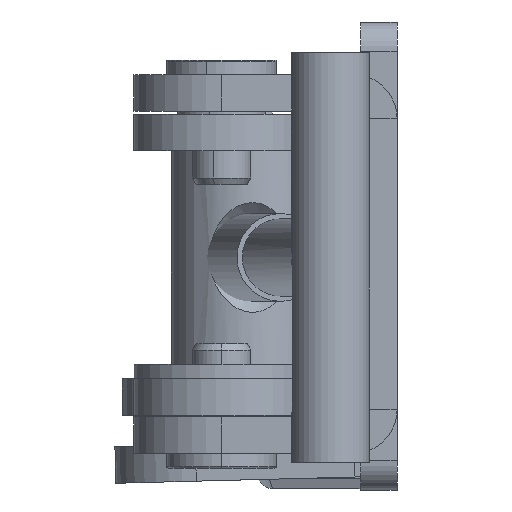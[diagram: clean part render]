
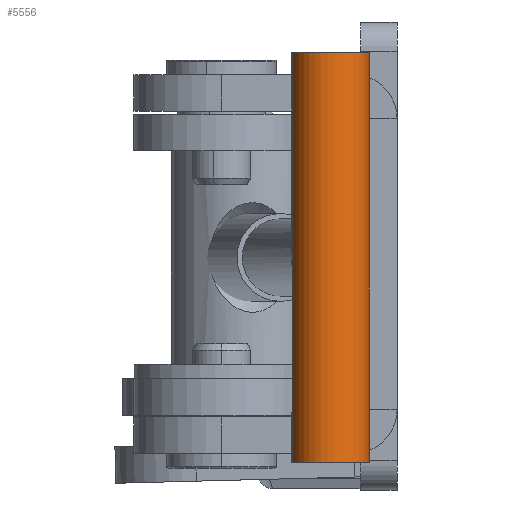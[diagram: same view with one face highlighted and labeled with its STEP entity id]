
A CAD part, left-side view. The second image highlights one B-rep face of the part: STEP entity #5556.
In plain terms, the highlighted cylindrical face has radius 2.64 mm (diameter 5.28 mm), a partial arc.
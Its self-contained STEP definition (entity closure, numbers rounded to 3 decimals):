
#245 = EDGE_CURVE ( 'NONE', #3456, #3221, #6023, .T. ) ;
#297 = FACE_OUTER_BOUND ( 'NONE', #1246, .T. ) ;
#458 = CARTESIAN_POINT ( 'NONE',  ( -2.64, 65., 14. ) ) ;
#511 = DIRECTION ( 'NONE',  ( 1., 0., 0. ) ) ;
#590 = CIRCLE ( 'NONE', #3298, 2.64 ) ;
#688 = VECTOR ( 'NONE', #1511, 1000. ) ;
#757 = EDGE_CURVE ( 'NONE', #3221, #5208, #5690, .T. ) ;
#992 = CARTESIAN_POINT ( 'NONE',  ( -2.64, 65., -14. ) ) ;
#1005 = VERTEX_POINT ( 'NONE', #1632 ) ;
#1103 = ORIENTED_EDGE ( 'NONE', *, *, #2718, .T. ) ;
#1206 = DIRECTION ( 'NONE',  ( 0., 0., -1. ) ) ;
#1246 = EDGE_LOOP ( 'NONE', ( #1735, #1257, #3753, #1103, #1587, #4035 ) ) ;
#1257 = ORIENTED_EDGE ( 'NONE', *, *, #1671, .T. ) ;
#1511 = DIRECTION ( 'NONE',  ( 0., 0., -1. ) ) ;
#1587 = ORIENTED_EDGE ( 'NONE', *, *, #757, .F. ) ;
#1632 = CARTESIAN_POINT ( 'NONE',  ( 2.64, 65., -14. ) ) ;
#1636 = VECTOR ( 'NONE', #3216, 1000. ) ;
#1671 = EDGE_CURVE ( 'NONE', #1972, #4927, #5215, .T. ) ;
#1735 = ORIENTED_EDGE ( 'NONE', *, *, #2163, .F. ) ;
#1972 = VERTEX_POINT ( 'NONE', #4155 ) ;
#2163 = EDGE_CURVE ( 'NONE', #1972, #3456, #5123, .T. ) ;
#2718 = EDGE_CURVE ( 'NONE', #1005, #5208, #590, .T. ) ;
#3053 = DIRECTION ( 'NONE',  ( 0., 0., 1. ) ) ;
#3167 = CARTESIAN_POINT ( 'NONE',  ( 2.64, 65., 14. ) ) ;
#3216 = DIRECTION ( 'NONE',  ( 0., 0., -1. ) ) ;
#3221 = VERTEX_POINT ( 'NONE', #3663 ) ;
#3298 = AXIS2_PLACEMENT_3D ( 'NONE', #4006, #3053, #511 ) ;
#3452 = CARTESIAN_POINT ( 'NONE',  ( 0., 65., 14. ) ) ;
#3456 = VERTEX_POINT ( 'NONE', #5815 ) ;
#3525 = DIRECTION ( 'NONE',  ( 0., 0., 1. ) ) ;
#3649 = CARTESIAN_POINT ( 'NONE',  ( 2.64, 65., 0. ) ) ;
#3663 = CARTESIAN_POINT ( 'NONE',  ( -2.64, 65., 0. ) ) ;
#3753 = ORIENTED_EDGE ( 'NONE', *, *, #4885, .T. ) ;
#3939 = AXIS2_PLACEMENT_3D ( 'NONE', #3452, #3525, #4677 ) ;
#4006 = CARTESIAN_POINT ( 'NONE',  ( 0., 65., -14. ) ) ;
#4035 = ORIENTED_EDGE ( 'NONE', *, *, #245, .F. ) ;
#4081 = DIRECTION ( 'NONE',  ( 0., 0., -1. ) ) ;
#4155 = CARTESIAN_POINT ( 'NONE',  ( 2.64, 65., 14. ) ) ;
#4236 = AXIS2_PLACEMENT_3D ( 'NONE', #4771, #1206, #5250 ) ;
#4677 = DIRECTION ( 'NONE',  ( 1., 0., 0. ) ) ;
#4736 = CARTESIAN_POINT ( 'NONE',  ( -2.64, 65., 14. ) ) ;
#4771 = CARTESIAN_POINT ( 'NONE',  ( 0., 65., 14. ) ) ;
#4885 = EDGE_CURVE ( 'NONE', #4927, #1005, #6366, .T. ) ;
#4927 = VERTEX_POINT ( 'NONE', #3649 ) ;
#5023 = VECTOR ( 'NONE', #6019, 1000. ) ;
#5123 = CIRCLE ( 'NONE', #3939, 2.64 ) ;
#5208 = VERTEX_POINT ( 'NONE', #992 ) ;
#5215 = LINE ( 'NONE', #3167, #1636 ) ;
#5250 = DIRECTION ( 'NONE',  ( -1., 0., 0. ) ) ;
#5456 = VECTOR ( 'NONE', #4081, 1000. ) ;
#5556 = ADVANCED_FACE ( 'NONE', ( #297 ), #5854, .T. ) ;
#5690 = LINE ( 'NONE', #458, #688 ) ;
#5815 = CARTESIAN_POINT ( 'NONE',  ( -2.64, 65., 14. ) ) ;
#5854 = CYLINDRICAL_SURFACE ( 'NONE', #4236, 2.64 ) ;
#6019 = DIRECTION ( 'NONE',  ( 0., 0., -1. ) ) ;
#6023 = LINE ( 'NONE', #4736, #5456 ) ;
#6366 = LINE ( 'NONE', #6588, #5023 ) ;
#6588 = CARTESIAN_POINT ( 'NONE',  ( 2.64, 65., 14. ) ) ;
